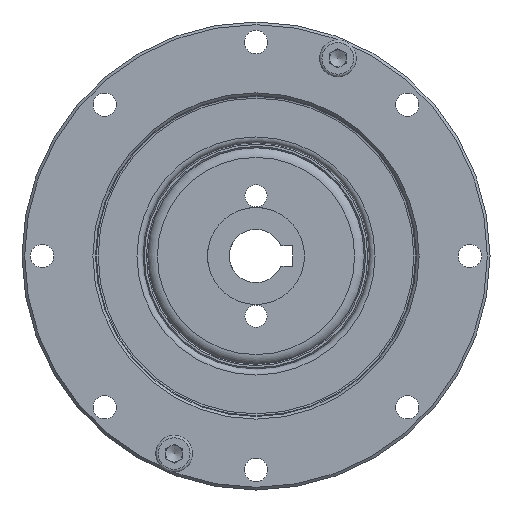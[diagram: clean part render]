
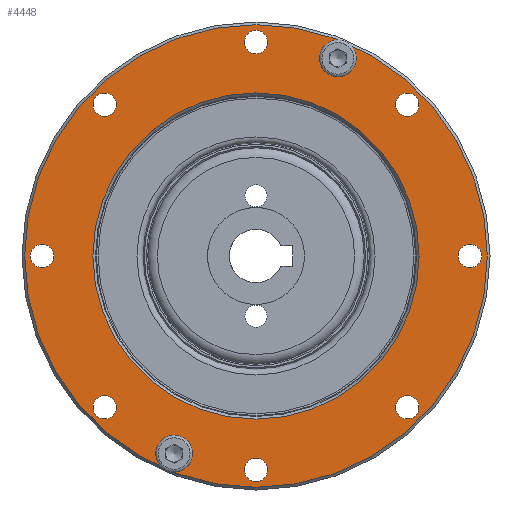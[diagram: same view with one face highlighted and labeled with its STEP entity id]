
A CAD part, left-side view. The second image highlights one B-rep face of the part: STEP entity #4448.
In plain terms, the highlighted planar face has unit normal (-1, 0, 0).
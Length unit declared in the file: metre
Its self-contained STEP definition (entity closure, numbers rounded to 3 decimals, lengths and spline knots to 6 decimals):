
#793=CIRCLE('',#5117,0.0346);
#794=CIRCLE('',#5118,0.0244);
#795=CIRCLE('',#5119,0.00175);
#796=CIRCLE('',#5120,0.00175);
#797=CIRCLE('',#5121,0.00175);
#798=CIRCLE('',#5122,0.00175);
#799=CIRCLE('',#5123,0.00175);
#800=CIRCLE('',#5124,0.00175);
#801=CIRCLE('',#5125,0.00175);
#802=CIRCLE('',#5126,0.00175);
#803=CIRCLE('',#5127,0.00175);
#804=CIRCLE('',#5128,0.00175);
#1400=ORIENTED_EDGE('',*,*,#2127,.T.);
#1401=ORIENTED_EDGE('',*,*,#2128,.F.);
#1402=ORIENTED_EDGE('',*,*,#2129,.T.);
#1403=ORIENTED_EDGE('',*,*,#2130,.T.);
#1404=ORIENTED_EDGE('',*,*,#2131,.T.);
#1405=ORIENTED_EDGE('',*,*,#2132,.T.);
#1406=ORIENTED_EDGE('',*,*,#2133,.T.);
#1407=ORIENTED_EDGE('',*,*,#2134,.T.);
#1408=ORIENTED_EDGE('',*,*,#2135,.T.);
#1409=ORIENTED_EDGE('',*,*,#2136,.T.);
#1410=ORIENTED_EDGE('',*,*,#2137,.T.);
#1411=ORIENTED_EDGE('',*,*,#2138,.T.);
#2127=EDGE_CURVE('',#2552,#2552,#793,.T.);
#2128=EDGE_CURVE('',#2553,#2553,#794,.T.);
#2129=EDGE_CURVE('',#2554,#2554,#795,.T.);
#2130=EDGE_CURVE('',#2555,#2555,#796,.T.);
#2131=EDGE_CURVE('',#2556,#2556,#797,.T.);
#2132=EDGE_CURVE('',#2557,#2557,#798,.T.);
#2133=EDGE_CURVE('',#2558,#2558,#799,.T.);
#2134=EDGE_CURVE('',#2559,#2559,#800,.T.);
#2135=EDGE_CURVE('',#2560,#2560,#801,.T.);
#2136=EDGE_CURVE('',#2561,#2561,#802,.T.);
#2137=EDGE_CURVE('',#2562,#2562,#803,.T.);
#2138=EDGE_CURVE('',#2563,#2563,#804,.T.);
#2552=VERTEX_POINT('',#8692);
#2553=VERTEX_POINT('',#8694);
#2554=VERTEX_POINT('',#8696);
#2555=VERTEX_POINT('',#8698);
#2556=VERTEX_POINT('',#8700);
#2557=VERTEX_POINT('',#8702);
#2558=VERTEX_POINT('',#8704);
#2559=VERTEX_POINT('',#8706);
#2560=VERTEX_POINT('',#8708);
#2561=VERTEX_POINT('',#8710);
#2562=VERTEX_POINT('',#8712);
#2563=VERTEX_POINT('',#8714);
#3308=EDGE_LOOP('',(#1400));
#3309=EDGE_LOOP('',(#1401));
#3310=EDGE_LOOP('',(#1402));
#3311=EDGE_LOOP('',(#1403));
#3312=EDGE_LOOP('',(#1404));
#3313=EDGE_LOOP('',(#1405));
#3314=EDGE_LOOP('',(#1406));
#3315=EDGE_LOOP('',(#1407));
#3316=EDGE_LOOP('',(#1408));
#3317=EDGE_LOOP('',(#1409));
#3318=EDGE_LOOP('',(#1410));
#3319=EDGE_LOOP('',(#1411));
#3869=FACE_BOUND('',#3308,.T.);
#3870=FACE_BOUND('',#3309,.T.);
#3871=FACE_BOUND('',#3310,.T.);
#3872=FACE_BOUND('',#3311,.T.);
#3873=FACE_BOUND('',#3312,.T.);
#3874=FACE_BOUND('',#3313,.T.);
#3875=FACE_BOUND('',#3314,.T.);
#3876=FACE_BOUND('',#3315,.T.);
#3877=FACE_BOUND('',#3316,.T.);
#3878=FACE_BOUND('',#3317,.T.);
#3879=FACE_BOUND('',#3318,.T.);
#3880=FACE_BOUND('',#3319,.T.);
#4278=PLANE('',#5116);
#4448=ADVANCED_FACE('',(#3869,#3870,#3871,#3872,#3873,#3874,#3875,#3876,
#3877,#3878,#3879,#3880),#4278,.F.);
#5116=AXIS2_PLACEMENT_3D('',#8690,#6152,#6153);
#5117=AXIS2_PLACEMENT_3D('',#8691,#6154,#6155);
#5118=AXIS2_PLACEMENT_3D('',#8693,#6156,#6157);
#5119=AXIS2_PLACEMENT_3D('',#8695,#6158,#6159);
#5120=AXIS2_PLACEMENT_3D('',#8697,#6160,#6161);
#5121=AXIS2_PLACEMENT_3D('',#8699,#6162,#6163);
#5122=AXIS2_PLACEMENT_3D('',#8701,#6164,#6165);
#5123=AXIS2_PLACEMENT_3D('',#8703,#6166,#6167);
#5124=AXIS2_PLACEMENT_3D('',#8705,#6168,#6169);
#5125=AXIS2_PLACEMENT_3D('',#8707,#6170,#6171);
#5126=AXIS2_PLACEMENT_3D('',#8709,#6172,#6173);
#5127=AXIS2_PLACEMENT_3D('',#8711,#6174,#6175);
#5128=AXIS2_PLACEMENT_3D('',#8713,#6176,#6177);
#6152=DIRECTION('',(1.,0.,0.));
#6153=DIRECTION('',(0.,0.,-1.));
#6154=DIRECTION('',(-1.,0.,0.));
#6155=DIRECTION('',(0.,0.,1.));
#6156=DIRECTION('',(-1.,0.,0.));
#6157=DIRECTION('',(0.,0.,1.));
#6158=DIRECTION('',(1.,0.,0.));
#6159=DIRECTION('',(0.,0.,-1.));
#6160=DIRECTION('',(1.,0.,0.));
#6161=DIRECTION('',(0.,0.,-1.));
#6162=DIRECTION('',(1.,0.,0.));
#6163=DIRECTION('',(0.,0.,-1.));
#6164=DIRECTION('',(1.,0.,0.));
#6165=DIRECTION('',(0.,0.,-1.));
#6166=DIRECTION('',(1.,0.,0.));
#6167=DIRECTION('',(0.,0.,-1.));
#6168=DIRECTION('',(1.,0.,0.));
#6169=DIRECTION('',(0.,0.,-1.));
#6170=DIRECTION('',(1.,0.,0.));
#6171=DIRECTION('',(0.,0.,-1.));
#6172=DIRECTION('',(1.,0.,0.));
#6173=DIRECTION('',(0.,0.,-1.));
#6174=DIRECTION('',(1.,0.,0.));
#6175=DIRECTION('',(0.,0.,-1.));
#6176=DIRECTION('',(1.,0.,0.));
#6177=DIRECTION('',(0.,0.,-1.));
#8690=CARTESIAN_POINT('',(0.,0.0346,0.));
#8691=CARTESIAN_POINT('',(0.,0.,0.));
#8692=CARTESIAN_POINT('',(0.,0.,0.0346));
#8693=CARTESIAN_POINT('',(0.,0.,0.));
#8694=CARTESIAN_POINT('',(0.,0.,0.0244));
#8695=CARTESIAN_POINT('',(0.,0.,-0.032));
#8696=CARTESIAN_POINT('',(0.,0.,-0.03375));
#8697=CARTESIAN_POINT('',(0.,-0.022627,-0.022627));
#8698=CARTESIAN_POINT('',(0.,-0.022627,-0.024377));
#8699=CARTESIAN_POINT('',(0.,-0.032,0.));
#8700=CARTESIAN_POINT('',(0.,-0.032,-0.00175));
#8701=CARTESIAN_POINT('',(0.,-0.022627,0.022627));
#8702=CARTESIAN_POINT('',(0.,-0.022627,0.020877));
#8703=CARTESIAN_POINT('',(0.,0.,0.032));
#8704=CARTESIAN_POINT('',(0.,0.,0.03025));
#8705=CARTESIAN_POINT('',(0.,0.022627,0.022627));
#8706=CARTESIAN_POINT('',(0.,0.022627,0.020877));
#8707=CARTESIAN_POINT('',(0.,0.032,0.));
#8708=CARTESIAN_POINT('',(0.,0.032,-0.00175));
#8709=CARTESIAN_POINT('',(0.,0.022627,-0.022627));
#8710=CARTESIAN_POINT('',(0.,0.022627,-0.024377));
#8711=CARTESIAN_POINT('',(0.,0.012246,-0.029564));
#8712=CARTESIAN_POINT('',(0.,0.012246,-0.031314));
#8713=CARTESIAN_POINT('',(0.,-0.012246,0.029564));
#8714=CARTESIAN_POINT('',(0.,-0.012246,0.027814));
